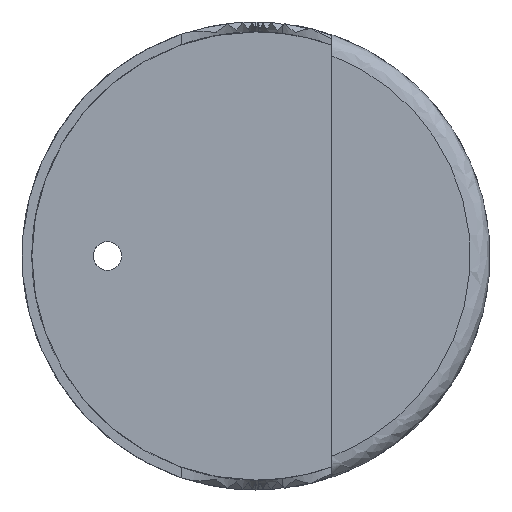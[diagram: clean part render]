
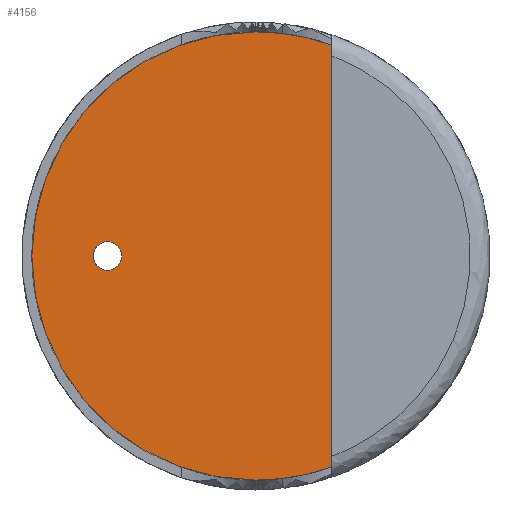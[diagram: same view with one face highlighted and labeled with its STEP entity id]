
A CAD part, left-side view. The second image highlights one B-rep face of the part: STEP entity #4156.
In plain terms, the highlighted planar face has unit normal (-1, 0, 0).
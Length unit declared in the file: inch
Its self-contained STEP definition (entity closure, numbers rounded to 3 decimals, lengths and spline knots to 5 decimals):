
#50 = AXIS2_PLACEMENT_3D ( 'NONE', #4312, #3286, #3026 ) ;
#76 = EDGE_CURVE ( 'NONE', #4680, #1322, #704, .T. ) ;
#127 = CIRCLE ( 'NONE', #3638, 0.045 ) ;
#149 = ORIENTED_EDGE ( 'NONE', *, *, #76, .F. ) ;
#310 = CARTESIAN_POINT ( 'NONE',  ( 1.5625, -1.9525, 0.425 ) ) ;
#394 = FACE_BOUND ( 'NONE', #5151, .T. ) ;
#507 = AXIS2_PLACEMENT_3D ( 'NONE', #3006, #858, #4345 ) ;
#510 = VERTEX_POINT ( 'NONE', #1845 ) ;
#675 = ORIENTED_EDGE ( 'NONE', *, *, #2942, .F. ) ;
#704 = CIRCLE ( 'NONE', #507, 0.70875 ) ;
#777 = DIRECTION ( 'NONE',  ( -1., 0., 0. ) ) ;
#857 = FACE_OUTER_BOUND ( 'NONE', #3909, .T. ) ;
#858 = DIRECTION ( 'NONE',  ( 1., 0., 0. ) ) ;
#1000 = EDGE_CURVE ( 'NONE', #1322, #3366, #3559, .T. ) ;
#1112 = CARTESIAN_POINT ( 'NONE',  ( 1.5625, -1.9525, 1.79188 ) ) ;
#1115 = CARTESIAN_POINT ( 'NONE',  ( 1.5625, -1.2425, 1.17 ) ) ;
#1322 = VERTEX_POINT ( 'NONE', #5396 ) ;
#1485 = DIRECTION ( 'NONE',  ( 1., 0., 0. ) ) ;
#1600 = DIRECTION ( 'NONE',  ( 1., 0., 0. ) ) ;
#1606 = ORIENTED_EDGE ( 'NONE', *, *, #3056, .T. ) ;
#1682 = DIRECTION ( 'NONE',  ( 0., 0., 1. ) ) ;
#1717 = DIRECTION ( 'NONE',  ( 0., 0., 1. ) ) ;
#1845 = CARTESIAN_POINT ( 'NONE',  ( 1.5625, -1.2425, 1.08 ) ) ;
#1921 = DIRECTION ( 'NONE',  ( 1., 0., 0. ) ) ;
#2091 = CARTESIAN_POINT ( 'NONE',  ( 1.5625, -1.7125, 1.83375 ) ) ;
#2269 = VERTEX_POINT ( 'NONE', #1115 ) ;
#2659 = AXIS2_PLACEMENT_3D ( 'NONE', #5100, #1921, #5035 ) ;
#2841 = EDGE_CURVE ( 'NONE', #510, #2269, #3045, .T. ) ;
#2848 = CARTESIAN_POINT ( 'NONE',  ( 1.5625, -1.2425, 1.125 ) ) ;
#2942 = EDGE_CURVE ( 'NONE', #3366, #4456, #5188, .T. ) ;
#3006 = CARTESIAN_POINT ( 'NONE',  ( 1.5625, -1.7125, 1.125 ) ) ;
#3026 = DIRECTION ( 'NONE',  ( 0., 0., 1. ) ) ;
#3045 = CIRCLE ( 'NONE', #5724, 0.045 ) ;
#3056 = EDGE_CURVE ( 'NONE', #4680, #4456, #3947, .T. ) ;
#3258 = ORIENTED_EDGE ( 'NONE', *, *, #5276, .T. ) ;
#3286 = DIRECTION ( 'NONE',  ( 1., 0., 0. ) ) ;
#3366 = VERTEX_POINT ( 'NONE', #2091 ) ;
#3437 = DIRECTION ( 'NONE',  ( 0., 0., 1. ) ) ;
#3498 = ORIENTED_EDGE ( 'NONE', *, *, #1000, .F. ) ;
#3559 = CIRCLE ( 'NONE', #50, 0.70875 ) ;
#3608 = VECTOR ( 'NONE', #1717, 39.37008 ) ;
#3638 = AXIS2_PLACEMENT_3D ( 'NONE', #3796, #1600, #1682 ) ;
#3796 = CARTESIAN_POINT ( 'NONE',  ( 1.5625, -1.2425, 1.125 ) ) ;
#3877 = CARTESIAN_POINT ( 'NONE',  ( 1.5625, -1.4625, 1.125 ) ) ;
#3896 = CARTESIAN_POINT ( 'NONE',  ( 1.5625, -1.9525, 0.45812 ) ) ;
#3909 = EDGE_LOOP ( 'NONE', ( #149, #1606, #675, #3498 ) ) ;
#3947 = LINE ( 'NONE', #310, #3608 ) ;
#4156 = ADVANCED_FACE ( 'NONE', ( #394, #857 ), #4752, .T. ) ;
#4312 = CARTESIAN_POINT ( 'NONE',  ( 1.5625, -1.7125, 1.125 ) ) ;
#4345 = DIRECTION ( 'NONE',  ( 0., 0., 1. ) ) ;
#4456 = VERTEX_POINT ( 'NONE', #1112 ) ;
#4628 = DIRECTION ( 'NONE',  ( 0., 0., 1. ) ) ;
#4680 = VERTEX_POINT ( 'NONE', #3896 ) ;
#4752 = PLANE ( 'NONE',  #5116 ) ;
#5035 = DIRECTION ( 'NONE',  ( 0., 0., 1. ) ) ;
#5100 = CARTESIAN_POINT ( 'NONE',  ( 1.5625, -1.7125, 1.125 ) ) ;
#5116 = AXIS2_PLACEMENT_3D ( 'NONE', #3877, #777, #3437 ) ;
#5131 = ORIENTED_EDGE ( 'NONE', *, *, #2841, .T. ) ;
#5151 = EDGE_LOOP ( 'NONE', ( #3258, #5131 ) ) ;
#5188 = CIRCLE ( 'NONE', #2659, 0.70875 ) ;
#5276 = EDGE_CURVE ( 'NONE', #2269, #510, #127, .T. ) ;
#5396 = CARTESIAN_POINT ( 'NONE',  ( 1.5625, -1.7125, 0.41625 ) ) ;
#5724 = AXIS2_PLACEMENT_3D ( 'NONE', #2848, #1485, #4628 ) ;
